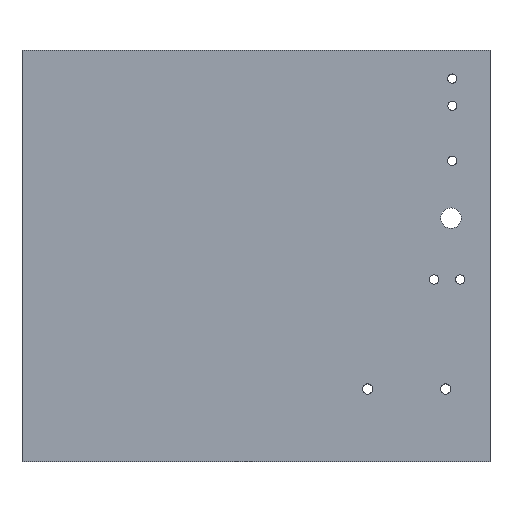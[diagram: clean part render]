
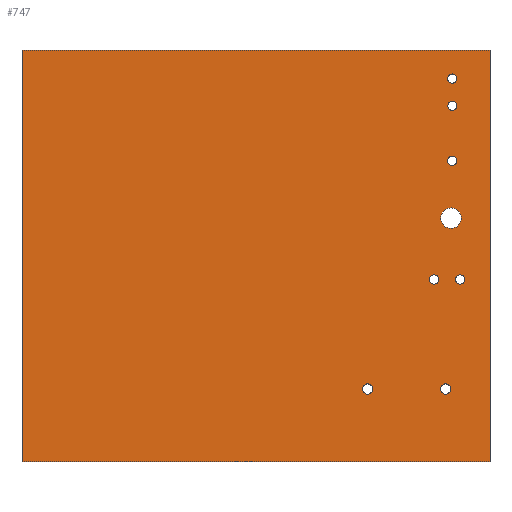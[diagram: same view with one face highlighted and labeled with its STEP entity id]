
A CAD part, top view. The second image highlights one B-rep face of the part: STEP entity #747.
In plain terms, the highlighted planar face has unit normal (0, 0, 1).
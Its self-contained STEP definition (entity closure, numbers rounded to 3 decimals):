
#58 = VERTEX_POINT('',#59);
#59 = CARTESIAN_POINT('',(45.58,-0.013,
    1.6));
#65 = EDGE_CURVE('',#58,#66,#68,.T.);
#66 = VERTEX_POINT('',#67);
#67 = CARTESIAN_POINT('',(45.58,-40.119,1.6
    ));
#68 = LINE('',#69,#70);
#69 = CARTESIAN_POINT('',(45.58,-0.013,
    1.6));
#70 = VECTOR('',#71,1.);
#71 = DIRECTION('',(0.,-1.,0.));
#96 = EDGE_CURVE('',#66,#97,#99,.T.);
#97 = VERTEX_POINT('',#98);
#98 = CARTESIAN_POINT('',(0.013,-40.119,
    1.6));
#99 = LINE('',#100,#101);
#100 = CARTESIAN_POINT('',(45.58,-40.119,
    1.6));
#101 = VECTOR('',#102,1.);
#102 = DIRECTION('',(-1.,0.,0.));
#127 = EDGE_CURVE('',#97,#128,#130,.T.);
#128 = VERTEX_POINT('',#129);
#129 = CARTESIAN_POINT('',(0.013,-0.013,
    1.6));
#130 = LINE('',#131,#132);
#131 = CARTESIAN_POINT('',(0.013,-40.119,
    1.6));
#132 = VECTOR('',#133,1.);
#133 = DIRECTION('',(0.,1.,0.));
#158 = EDGE_CURVE('',#128,#58,#159,.T.);
#159 = LINE('',#160,#161);
#160 = CARTESIAN_POINT('',(0.013,-0.013,
    1.6));
#161 = VECTOR('',#162,1.);
#162 = DIRECTION('',(1.,0.,0.));
#182 = VERTEX_POINT('',#183);
#183 = CARTESIAN_POINT('',(34.165,-33.02,1.6
    ));
#189 = EDGE_CURVE('',#182,#190,#192,.T.);
#190 = VERTEX_POINT('',#191);
#191 = CARTESIAN_POINT('',(33.165,-33.02,1.6
    ));
#192 = CIRCLE('',#193,0.5);
#193 = AXIS2_PLACEMENT_3D('',#194,#195,#196);
#194 = CARTESIAN_POINT('',(33.665,-33.02,1.6
    ));
#195 = DIRECTION('',(0.,0.,1.));
#196 = DIRECTION('',(1.,0.,-0.));
#222 = EDGE_CURVE('',#190,#182,#223,.T.);
#223 = CIRCLE('',#224,0.5);
#224 = AXIS2_PLACEMENT_3D('',#225,#226,#227);
#225 = CARTESIAN_POINT('',(33.665,-33.02,1.6
    ));
#226 = DIRECTION('',(0.,0.,1.));
#227 = DIRECTION('',(-1.,0.,0.));
#248 = VERTEX_POINT('',#249);
#249 = CARTESIAN_POINT('',(40.589,-22.352,
    1.6));
#255 = EDGE_CURVE('',#248,#256,#258,.T.);
#256 = VERTEX_POINT('',#257);
#257 = CARTESIAN_POINT('',(39.675,-22.352,
    1.6));
#258 = CIRCLE('',#259,0.457);
#259 = AXIS2_PLACEMENT_3D('',#260,#261,#262);
#260 = CARTESIAN_POINT('',(40.132,-22.352,
    1.6));
#261 = DIRECTION('',(0.,0.,1.));
#262 = DIRECTION('',(1.,0.,-0.));
#288 = EDGE_CURVE('',#256,#248,#289,.T.);
#289 = CIRCLE('',#290,0.457);
#290 = AXIS2_PLACEMENT_3D('',#291,#292,#293);
#291 = CARTESIAN_POINT('',(40.132,-22.352,
    1.6));
#292 = DIRECTION('',(0.,0.,1.));
#293 = DIRECTION('',(-1.,0.,0.));
#314 = VERTEX_POINT('',#315);
#315 = CARTESIAN_POINT('',(41.765,-33.02,1.6
    ));
#321 = EDGE_CURVE('',#314,#322,#324,.T.);
#322 = VERTEX_POINT('',#323);
#323 = CARTESIAN_POINT('',(40.765,-33.02,1.6
    ));
#324 = CIRCLE('',#325,0.5);
#325 = AXIS2_PLACEMENT_3D('',#326,#327,#328);
#326 = CARTESIAN_POINT('',(41.265,-33.02,1.6
    ));
#327 = DIRECTION('',(0.,0.,1.));
#328 = DIRECTION('',(1.,0.,-0.));
#354 = EDGE_CURVE('',#322,#314,#355,.T.);
#355 = CIRCLE('',#356,0.5);
#356 = AXIS2_PLACEMENT_3D('',#357,#358,#359);
#357 = CARTESIAN_POINT('',(41.265,-33.02,1.6
    ));
#358 = DIRECTION('',(0.,0.,1.));
#359 = DIRECTION('',(-1.,0.,0.));
#380 = VERTEX_POINT('',#381);
#381 = CARTESIAN_POINT('',(42.783,-16.383,
    1.6));
#387 = EDGE_CURVE('',#380,#388,#390,.T.);
#388 = VERTEX_POINT('',#389);
#389 = CARTESIAN_POINT('',(40.783,-16.383,
    1.6));
#390 = CIRCLE('',#391,1.);
#391 = AXIS2_PLACEMENT_3D('',#392,#393,#394);
#392 = CARTESIAN_POINT('',(41.783,-16.383,
    1.6));
#393 = DIRECTION('',(0.,0.,1.));
#394 = DIRECTION('',(1.,0.,-0.));
#420 = EDGE_CURVE('',#388,#380,#421,.T.);
#421 = CIRCLE('',#422,1.);
#422 = AXIS2_PLACEMENT_3D('',#423,#424,#425);
#423 = CARTESIAN_POINT('',(41.783,-16.383,
    1.6));
#424 = DIRECTION('',(0.,0.,1.));
#425 = DIRECTION('',(-1.,0.,0.));
#446 = VERTEX_POINT('',#447);
#447 = CARTESIAN_POINT('',(42.36,-2.794,
    1.6));
#453 = EDGE_CURVE('',#446,#454,#456,.T.);
#454 = VERTEX_POINT('',#455);
#455 = CARTESIAN_POINT('',(41.46,-2.794,
    1.6));
#456 = CIRCLE('',#457,0.45);
#457 = AXIS2_PLACEMENT_3D('',#458,#459,#460);
#458 = CARTESIAN_POINT('',(41.91,-2.794,
    1.6));
#459 = DIRECTION('',(0.,0.,1.));
#460 = DIRECTION('',(1.,0.,-0.));
#486 = EDGE_CURVE('',#454,#446,#487,.T.);
#487 = CIRCLE('',#488,0.45);
#488 = AXIS2_PLACEMENT_3D('',#489,#490,#491);
#489 = CARTESIAN_POINT('',(41.91,-2.794,
    1.6));
#490 = DIRECTION('',(0.,0.,1.));
#491 = DIRECTION('',(-1.,0.,0.));
#512 = VERTEX_POINT('',#513);
#513 = CARTESIAN_POINT('',(42.36,-10.795,
    1.6));
#519 = EDGE_CURVE('',#512,#520,#522,.T.);
#520 = VERTEX_POINT('',#521);
#521 = CARTESIAN_POINT('',(41.46,-10.795,
    1.6));
#522 = CIRCLE('',#523,0.45);
#523 = AXIS2_PLACEMENT_3D('',#524,#525,#526);
#524 = CARTESIAN_POINT('',(41.91,-10.795,
    1.6));
#525 = DIRECTION('',(0.,0.,1.));
#526 = DIRECTION('',(1.,0.,-0.));
#552 = EDGE_CURVE('',#520,#512,#553,.T.);
#553 = CIRCLE('',#554,0.45);
#554 = AXIS2_PLACEMENT_3D('',#555,#556,#557);
#555 = CARTESIAN_POINT('',(41.91,-10.795,
    1.6));
#556 = DIRECTION('',(0.,0.,1.));
#557 = DIRECTION('',(-1.,0.,0.));
#578 = VERTEX_POINT('',#579);
#579 = CARTESIAN_POINT('',(42.367,-5.454,
    1.6));
#585 = EDGE_CURVE('',#578,#586,#588,.T.);
#586 = VERTEX_POINT('',#587);
#587 = CARTESIAN_POINT('',(41.467,-5.454,
    1.6));
#588 = CIRCLE('',#589,0.45);
#589 = AXIS2_PLACEMENT_3D('',#590,#591,#592);
#590 = CARTESIAN_POINT('',(41.917,-5.454,
    1.6));
#591 = DIRECTION('',(0.,0.,1.));
#592 = DIRECTION('',(1.,0.,-0.));
#618 = EDGE_CURVE('',#586,#578,#619,.T.);
#619 = CIRCLE('',#620,0.45);
#620 = AXIS2_PLACEMENT_3D('',#621,#622,#623);
#621 = CARTESIAN_POINT('',(41.917,-5.454,
    1.6));
#622 = DIRECTION('',(0.,0.,1.));
#623 = DIRECTION('',(-1.,0.,0.));
#644 = VERTEX_POINT('',#645);
#645 = CARTESIAN_POINT('',(43.129,-22.352,
    1.6));
#651 = EDGE_CURVE('',#644,#652,#654,.T.);
#652 = VERTEX_POINT('',#653);
#653 = CARTESIAN_POINT('',(42.215,-22.352,
    1.6));
#654 = CIRCLE('',#655,0.457);
#655 = AXIS2_PLACEMENT_3D('',#656,#657,#658);
#656 = CARTESIAN_POINT('',(42.672,-22.352,
    1.6));
#657 = DIRECTION('',(0.,0.,1.));
#658 = DIRECTION('',(1.,0.,-0.));
#684 = EDGE_CURVE('',#652,#644,#685,.T.);
#685 = CIRCLE('',#686,0.457);
#686 = AXIS2_PLACEMENT_3D('',#687,#688,#689);
#687 = CARTESIAN_POINT('',(42.672,-22.352,
    1.6));
#688 = DIRECTION('',(0.,0.,1.));
#689 = DIRECTION('',(-1.,0.,0.));
#747 = ADVANCED_FACE('',(#748,#754,#758,#762,#766,#770,#774,#778,#782),
  #786,.F.);
#748 = FACE_BOUND('',#749,.F.);
#749 = EDGE_LOOP('',(#750,#751,#752,#753));
#750 = ORIENTED_EDGE('',*,*,#65,.T.);
#751 = ORIENTED_EDGE('',*,*,#96,.T.);
#752 = ORIENTED_EDGE('',*,*,#127,.T.);
#753 = ORIENTED_EDGE('',*,*,#158,.T.);
#754 = FACE_BOUND('',#755,.F.);
#755 = EDGE_LOOP('',(#756,#757));
#756 = ORIENTED_EDGE('',*,*,#189,.T.);
#757 = ORIENTED_EDGE('',*,*,#222,.T.);
#758 = FACE_BOUND('',#759,.F.);
#759 = EDGE_LOOP('',(#760,#761));
#760 = ORIENTED_EDGE('',*,*,#255,.T.);
#761 = ORIENTED_EDGE('',*,*,#288,.T.);
#762 = FACE_BOUND('',#763,.F.);
#763 = EDGE_LOOP('',(#764,#765));
#764 = ORIENTED_EDGE('',*,*,#321,.T.);
#765 = ORIENTED_EDGE('',*,*,#354,.T.);
#766 = FACE_BOUND('',#767,.F.);
#767 = EDGE_LOOP('',(#768,#769));
#768 = ORIENTED_EDGE('',*,*,#387,.T.);
#769 = ORIENTED_EDGE('',*,*,#420,.T.);
#770 = FACE_BOUND('',#771,.F.);
#771 = EDGE_LOOP('',(#772,#773));
#772 = ORIENTED_EDGE('',*,*,#453,.T.);
#773 = ORIENTED_EDGE('',*,*,#486,.T.);
#774 = FACE_BOUND('',#775,.F.);
#775 = EDGE_LOOP('',(#776,#777));
#776 = ORIENTED_EDGE('',*,*,#519,.T.);
#777 = ORIENTED_EDGE('',*,*,#552,.T.);
#778 = FACE_BOUND('',#779,.F.);
#779 = EDGE_LOOP('',(#780,#781));
#780 = ORIENTED_EDGE('',*,*,#585,.T.);
#781 = ORIENTED_EDGE('',*,*,#618,.T.);
#782 = FACE_BOUND('',#783,.F.);
#783 = EDGE_LOOP('',(#784,#785));
#784 = ORIENTED_EDGE('',*,*,#651,.T.);
#785 = ORIENTED_EDGE('',*,*,#684,.T.);
#786 = PLANE('',#787);
#787 = AXIS2_PLACEMENT_3D('',#788,#789,#790);
#788 = CARTESIAN_POINT('',(22.797,-20.066,
    1.6));
#789 = DIRECTION('',(-0.,-0.,-1.));
#790 = DIRECTION('',(-1.,0.,0.));
